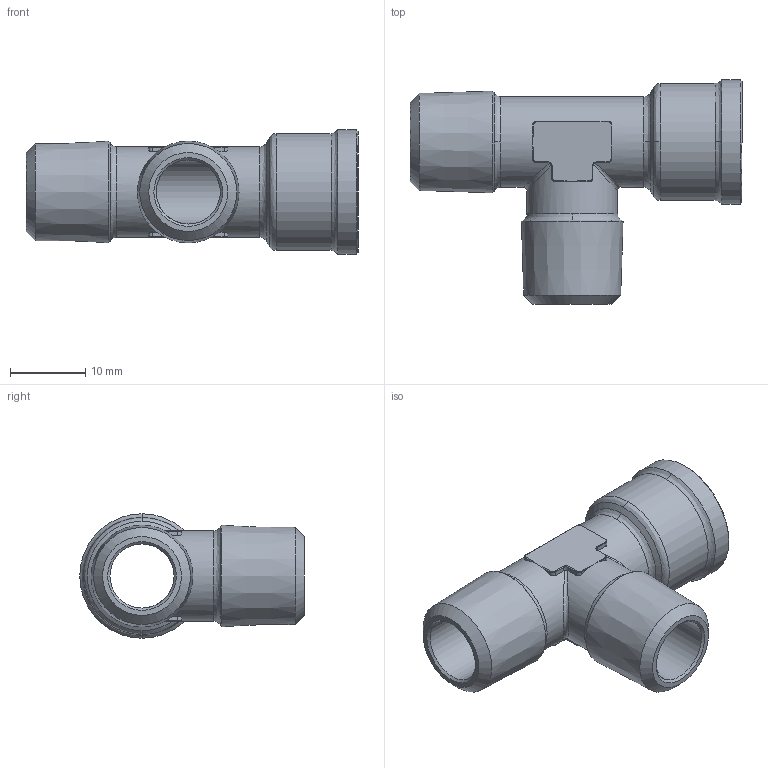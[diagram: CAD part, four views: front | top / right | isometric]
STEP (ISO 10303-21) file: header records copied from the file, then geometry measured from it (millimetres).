
FILE_DESCRIPTION( ( 'STEP AP214' ), '1' );
FILE_NAME( 'psolqas_14312_60.stp', '2021-03-04T17:30:41', ( 'License CC BY-ND 4.0' ), ( 'CADENAS' ), ' ', 'PARTsolutions', ' ' );
FILE_SCHEMA( ( 'AUTOMOTIVE_DESIGN { 1 0 10303 214 1 1 1 1 }' ) );
Length unit declared in the file: metre
Products named in the file (1): NONE
Bounding box: 44 x 29.75 x 16.5 mm (x, y, z)
Volume: 4198.4 mm3; surface area: 4399.7 mm2
Topology: 1 solids, 1 shells, 124 faces, 322 edges, 187 vertices
Faces by surface type: cylinder 45, bspline 40, plane 27, cone 12
Full cylindrical faces by diameter (mm): 8.5 x2, 11.6 x1, 12 x2, 15.5 x1, 16.5 x1
Entity records: 5526 total; most frequent: CARTESIAN_POINT 1850, ORIENTED_EDGE 572, DIRECTION 534, EDGE_CURVE 286, AXIS2_PLACEMENT_3D 225, VERTEX_POINT 184, EDGE_LOOP 148, CIRCLE 140
